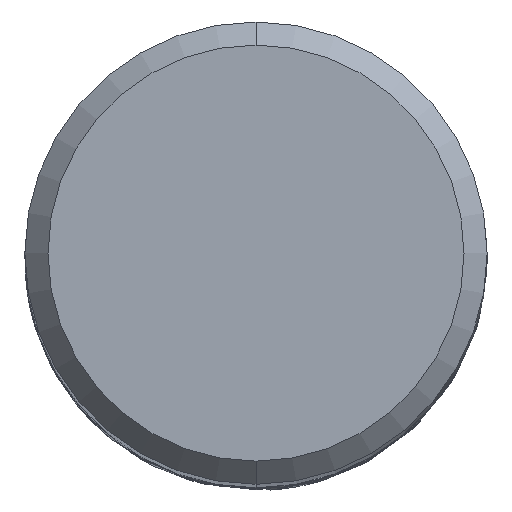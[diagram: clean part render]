
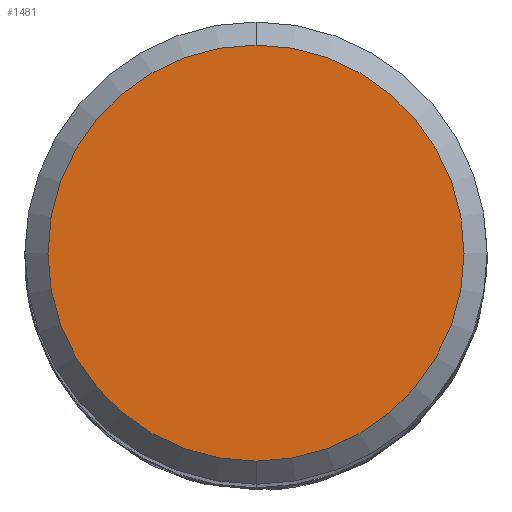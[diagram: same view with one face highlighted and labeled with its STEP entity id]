
A CAD part, top view. The second image highlights one B-rep face of the part: STEP entity #1481.
In plain terms, the highlighted planar face has unit normal (0, 0, 1).
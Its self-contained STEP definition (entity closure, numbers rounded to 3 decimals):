
#1083=EDGE_CURVE('',#1599,#1553,#2298,.T.);
#1481=ADVANCED_FACE('',(#2731),#2732,.T.);
#1519=EDGE_CURVE('',#1553,#1599,#2775,.T.);
#1553=VERTEX_POINT('',#2812);
#1599=VERTEX_POINT('',#2862);
#2298=CIRCLE('',#7933,5.4);
#2731=FACE_OUTER_BOUND('',#13055,.T.);
#2732=PLANE('',#13056);
#2775=CIRCLE('',#13912,5.4);
#2812=CARTESIAN_POINT('',(0.,-5.4,0.0));
#2862=CARTESIAN_POINT('',(0.0,5.4,0.0));
#7933=AXIS2_PLACEMENT_3D('',#18263,#18264,#18265);
#13055=EDGE_LOOP('',(#18670,#18671));
#13056=AXIS2_PLACEMENT_3D('',#18672,#18673,#18674);
#13912=AXIS2_PLACEMENT_3D('',#18736,#18737,#18738);
#18263=CARTESIAN_POINT('',(0.0,0.0,0.0));
#18264=DIRECTION('',(0.0,0.0,-1.0));
#18265=DIRECTION('',(0.0,1.0,0.0));
#18670=ORIENTED_EDGE('',*,*,#1083,.F.);
#18671=ORIENTED_EDGE('',*,*,#1519,.F.);
#18672=CARTESIAN_POINT('',(0.0,2.7,0.0));
#18673=DIRECTION('',(-0.0,0.0,1.0));
#18674=DIRECTION('',(0.0,-1.0,0.0));
#18736=CARTESIAN_POINT('',(0.0,0.0,0.0));
#18737=DIRECTION('',(0.0,0.0,-1.0));
#18738=DIRECTION('',(0.0,1.0,0.0));
